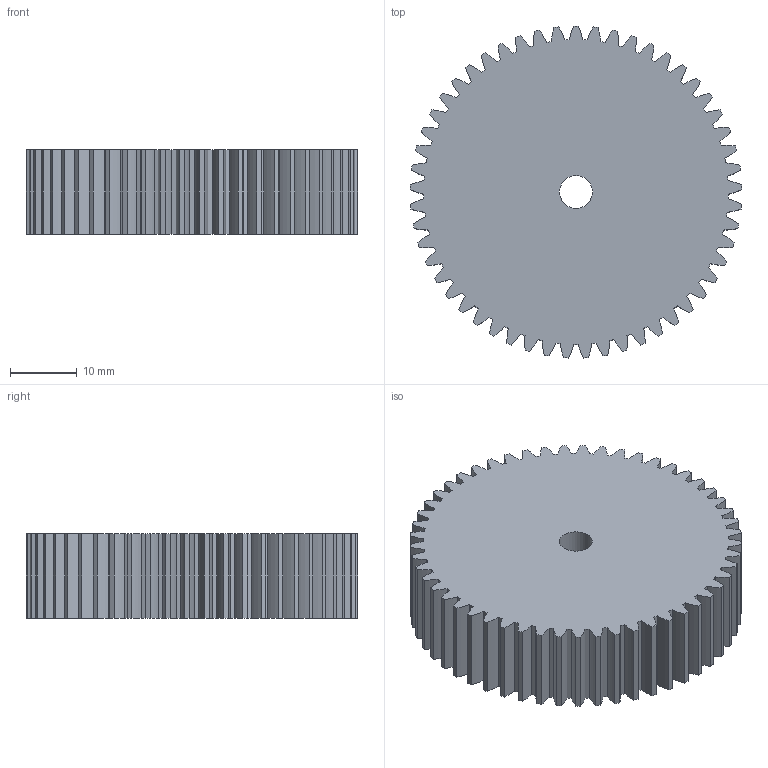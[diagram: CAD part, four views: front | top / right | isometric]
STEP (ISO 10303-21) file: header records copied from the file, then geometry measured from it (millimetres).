
FILE_DESCRIPTION(/* description */ (''),/* implementation_level */ '2;1');
FILE_NAME(/* name */ 'driverGear.stp',/* time_stamp */ '2025-05-03T12:38:17-04:00',/* author */ ('Designer'),/* organization */ (''),/* preprocessor_version */ 'ST-DEVELOPER v20',/* originating_system */ 'Autodesk Inventor 2024',/* authorisation */ '');
FILE_SCHEMA (('AUTOMOTIVE_DESIGN { 1 0 10303 214 3 1 1 }'));
Length unit declared in the file: inch
Products named in the file (1): Spur Gear1
Bounding box: 49.89 x 49.87 x 12.7 mm (x, y, z)
Volume: 22693.3 mm3; surface area: 7640.1 mm2
Topology: 1 solids, 1 shells, 215 faces, 639 edges, 427 vertices
Faces by surface type: cylinder 213, plane 2
Full cylindrical faces by diameter (mm): 4.978 x1
Entity records: 7539 total; most frequent: DIRECTION 1497, CARTESIAN_POINT 1282, ORIENTED_EDGE 1278, AXIS2_PLACEMENT_3D 642, EDGE_CURVE 639, CIRCLE 426, VERTEX_POINT 426, EDGE_LOOP 217
